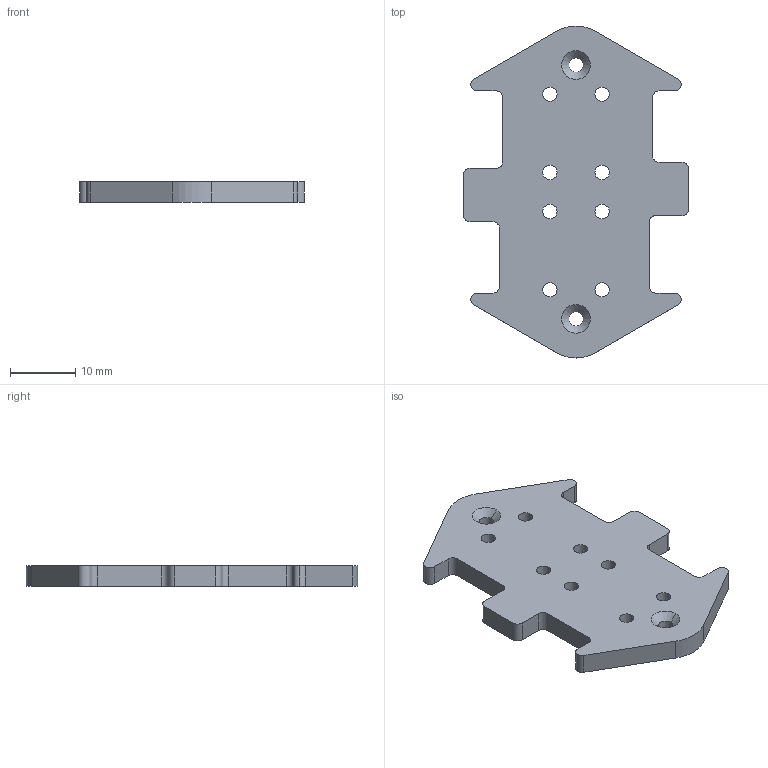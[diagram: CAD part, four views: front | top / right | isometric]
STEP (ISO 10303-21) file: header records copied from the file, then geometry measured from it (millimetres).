
FILE_DESCRIPTION (( 'STEP AP214' ), '1' );
FILE_NAME ('Gripper_Carriage_Mount.STEP', '2023-11-23T05:53:07', ( '' ), ( '' ), 'SwSTEP 2.0', 'SolidWorks 2022', '' );
FILE_SCHEMA (( 'AUTOMOTIVE_DESIGN' ));
Length unit declared in the file: millimetre
Products named in the file (1): Gripper_Carriage_Mount
Bounding box: 34.5 x 50.93 x 3.17 mm (x, y, z)
Volume: 3649.5 mm3; surface area: 3082.9 mm2
Topology: 1 solids, 1 shells, 80 faces, 214 edges, 136 vertices
Faces by surface type: cylinder 40, cone 20, plane 20
Entity records: 2592 total; most frequent: DIRECTION 476, CARTESIAN_POINT 431, ORIENTED_EDGE 428, EDGE_CURVE 214, AXIS2_PLACEMENT_3D 181, VERTEX_POINT 136, VECTOR 114, LINE 114
